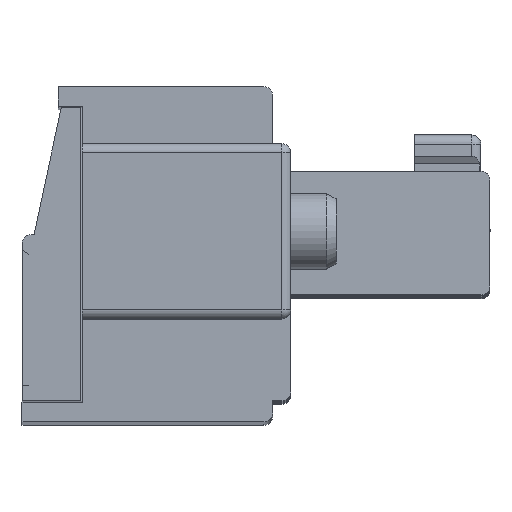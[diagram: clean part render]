
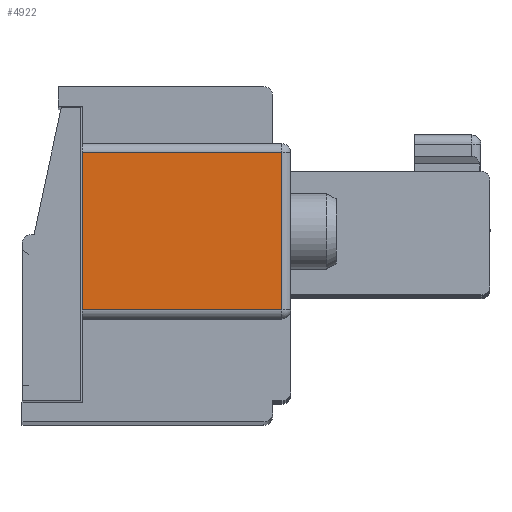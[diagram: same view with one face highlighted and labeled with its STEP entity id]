
A CAD part, top view. The second image highlights one B-rep face of the part: STEP entity #4922.
In plain terms, the highlighted planar face has unit normal (0, 0, 1).
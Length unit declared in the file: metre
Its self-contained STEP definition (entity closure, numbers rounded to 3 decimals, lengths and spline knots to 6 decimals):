
#4922=ADVANCED_FACE('',(#10119),#10120,.T.);
#10119=FACE_OUTER_BOUND('',#15364,.T.);
#10120=PLANE('',#15365);
#15364=EDGE_LOOP('',(#30160,#30161,#30162,#30163));
#15365=AXIS2_PLACEMENT_3D('',#30164,#30165,#30166);
#30160=ORIENTED_EDGE('',*,*,#36032,.T.);
#30161=ORIENTED_EDGE('',*,*,#36421,.T.);
#30162=ORIENTED_EDGE('',*,*,#36422,.T.);
#30163=ORIENTED_EDGE('',*,*,#36423,.T.);
#30164=CARTESIAN_POINT('',(0.21145,0.028424,0.0615));
#30165=DIRECTION('',(0.,0.,1.0));
#30166=DIRECTION('',(1.0,0.,0.0));
#36032=EDGE_CURVE('',#44547,#44545,#44548,.T.);
#36421=EDGE_CURVE('',#44545,#45064,#45065,.T.);
#36422=EDGE_CURVE('',#45064,#45066,#45067,.T.);
#36423=EDGE_CURVE('',#45066,#44547,#45068,.T.);
#44545=VERTEX_POINT('',#57331);
#44547=VERTEX_POINT('',#57333);
#44548=LINE('',#57334,#57335);
#45064=VERTEX_POINT('',#58117);
#45065=LINE('',#58118,#58119);
#45066=VERTEX_POINT('',#58120);
#45067=LINE('',#58121,#58122);
#45068=LINE('',#58123,#58124);
#57331=CARTESIAN_POINT('',(0.20485,0.023224,0.0615));
#57333=CARTESIAN_POINT('',(0.20485,0.028424,0.0615));
#57334=CARTESIAN_POINT('',(0.20485,0.022924,0.0615));
#57335=VECTOR('',#63718,1.0);
#58117=CARTESIAN_POINT('',(0.21145,0.023224,0.0615));
#58118=CARTESIAN_POINT('',(0.21145,0.023224,0.0615));
#58119=VECTOR('',#64067,1.0);
#58120=CARTESIAN_POINT('',(0.21145,0.028424,0.0615));
#58121=CARTESIAN_POINT('',(0.21145,0.028424,0.0615));
#58122=VECTOR('',#64068,1.0);
#58123=CARTESIAN_POINT('',(0.21145,0.028424,0.0615));
#58124=VECTOR('',#64069,1.0);
#63718=DIRECTION('',(0.,-1.0,0.));
#64067=DIRECTION('',(1.0,0.0,0.));
#64068=DIRECTION('',(0.0,1.0,0.));
#64069=DIRECTION('',(-1.0,0.,0.));
